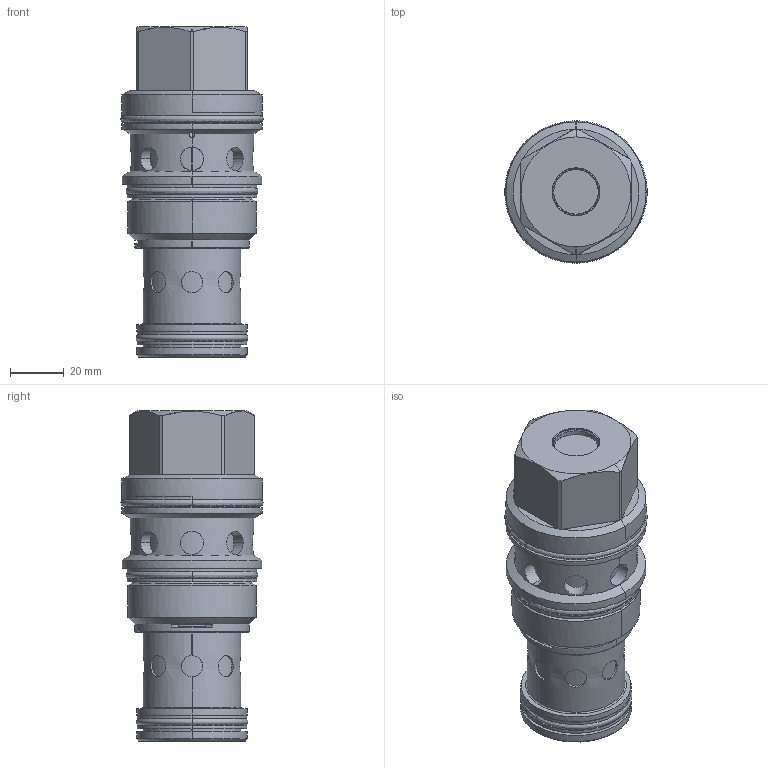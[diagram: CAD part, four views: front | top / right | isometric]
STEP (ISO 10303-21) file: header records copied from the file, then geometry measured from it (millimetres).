
FILE_DESCRIPTION((''),'2;1');
FILE_NAME('PPJF8WN_SW_PRT','2021-02-09T',('charlief'),(''),'PRO/ENGINEER BY PARAMETRIC TECHNOLOGY CORPORATION, 2016010','PRO/ENGINEER BY PARAMETRIC TECHNOLOGY CORPORATION, 2016010','');
FILE_SCHEMA(('CONFIG_CONTROL_DESIGN'));
Products named in the file (1): PPJF8WN_SW_PRT
Bounding box: 53.06 x 53.06 x 123.14 mm (x, y, z)
Surface area: 44406.3 mm2 (no closed solid volume)
Topology: 0 solids, 0 shells, 226 faces, 1060 edges, 1048 vertices
Faces by surface type: bspline 199, torus 27
Entity records: 37834 total; most frequent: CARTESIAN_POINT 28757, DIRECTION 1398, TRIMMED_CURVE 1110, DEFINITIONAL_REPRESENTATION 1036, PCURVE 1036, COMPOSITE_CURVE_SEGMENT 1036, VECTOR 876, LINE 876
